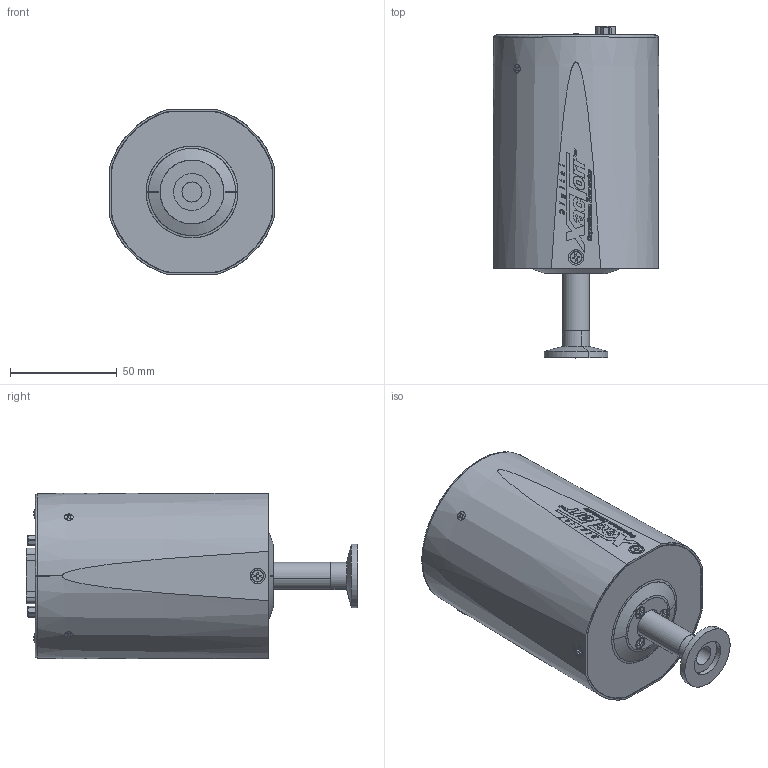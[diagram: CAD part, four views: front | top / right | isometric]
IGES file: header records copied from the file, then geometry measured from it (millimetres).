
Start section: SolidWorks IGES file using analytic representation for surfaces
Global section: file name: CMX-0-XXX-2-2.IGS; native system: SolidWorks 2017; preprocessor: SolidWorks 2017; author: CFehr; date: 170929.095653; units: inch
Bounding box: 77.44 x 155.53 x 77.44 mm (x, y, z)
Surface area: 81249.3 mm2 (no closed solid volume)
Topology: 0 solids, 0 shells, 1048 faces, 21647 edges, 21641 vertices
Faces by surface type: bspline 872, revolution 176
